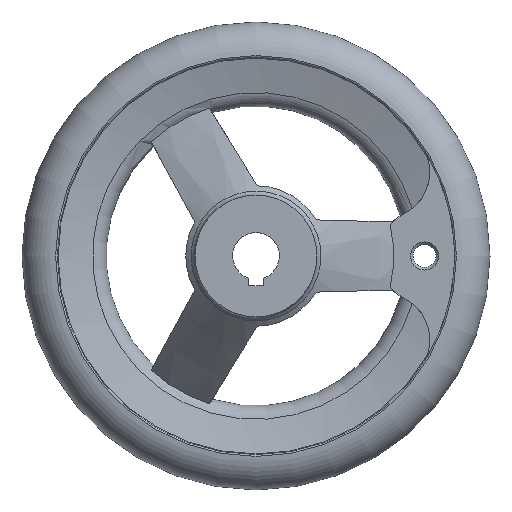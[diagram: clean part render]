
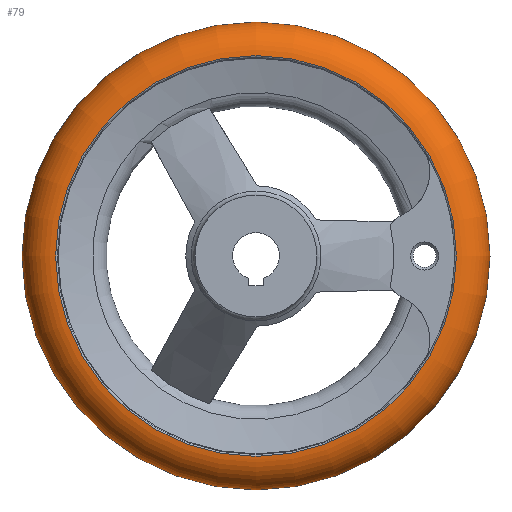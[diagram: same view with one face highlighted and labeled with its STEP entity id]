
A CAD part, front view. The second image highlights one B-rep face of the part: STEP entity #79.
In plain terms, the highlighted toroidal (fillet/blend) face has major radius 42.5 mm and minor radius 7.5 mm.
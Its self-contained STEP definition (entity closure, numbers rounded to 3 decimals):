
#79 = ADVANCED_FACE( '', ( #194, #195, #196 ), #197, .T. );
#194 = FACE_BOUND( '', #361, .T. );
#195 = FACE_OUTER_BOUND( '', #362, .T. );
#196 = FACE_OUTER_BOUND( '', #363, .T. );
#197 = TOROIDAL_SURFACE( '', #364, 42.5, 7.5 );
#361 = VERTEX_LOOP( '', #539 );
#362 = EDGE_LOOP( '', ( #540 ) );
#363 = EDGE_LOOP( '', ( #541 ) );
#364 = AXIS2_PLACEMENT_3D( '', #542, #543, #544 );
#539 = VERTEX_POINT( '', #915 );
#540 = ORIENTED_EDGE( '', *, *, #916, .T. );
#541 = ORIENTED_EDGE( '', *, *, #917, .F. );
#542 = CARTESIAN_POINT( '', ( 0., 25.5, 0. ) );
#543 = DIRECTION( '', ( 0., -1., 0. ) );
#544 = DIRECTION( '', ( 0., 0., -1. ) );
#915 = CARTESIAN_POINT( '', ( 0., 25.5, -50. ) );
#916 = EDGE_CURVE( '', #1081, #1081, #1082, .T. );
#917 = EDGE_CURVE( '', #1083, #1083, #1084, .T. );
#1081 = VERTEX_POINT( '', #1364 );
#1082 = CIRCLE( '', #1365, 42.813 );
#1083 = VERTEX_POINT( '', #1366 );
#1084 = CIRCLE( '', #1367, 42.813 );
#1364 = CARTESIAN_POINT( '', ( 0., 32.993, -42.813 ) );
#1365 = AXIS2_PLACEMENT_3D( '', #1893, #1894, #1895 );
#1366 = CARTESIAN_POINT( '', ( 0., 18.007, -42.813 ) );
#1367 = AXIS2_PLACEMENT_3D( '', #1896, #1897, #1898 );
#1893 = CARTESIAN_POINT( '', ( 0., 32.993, 0. ) );
#1894 = DIRECTION( '', ( 0., -1., 0. ) );
#1895 = DIRECTION( '', ( 0., 0., -1. ) );
#1896 = CARTESIAN_POINT( '', ( 0., 18.007, 0. ) );
#1897 = DIRECTION( '', ( 0., -1., 0. ) );
#1898 = DIRECTION( '', ( 0., 0., -1. ) );
